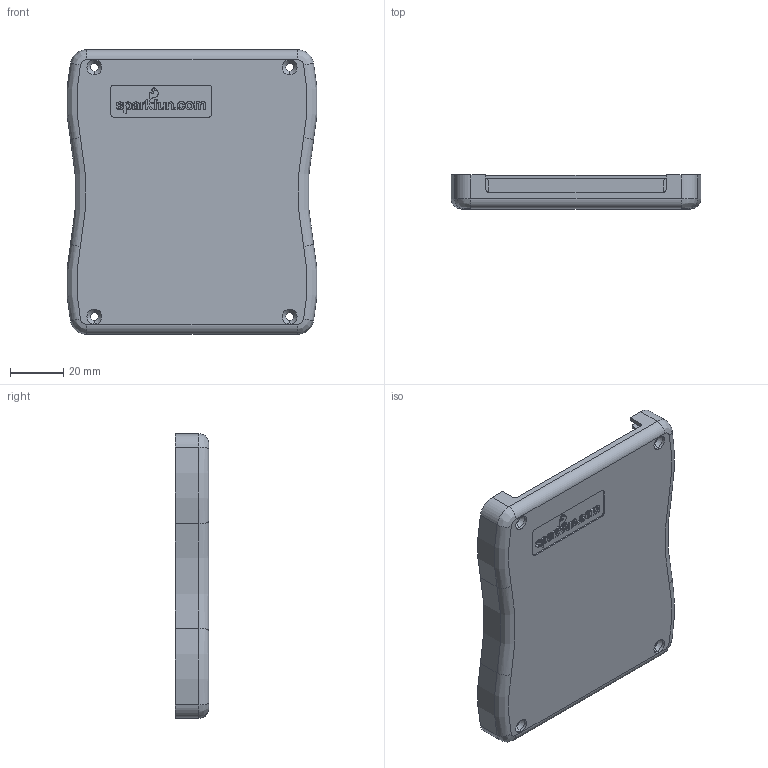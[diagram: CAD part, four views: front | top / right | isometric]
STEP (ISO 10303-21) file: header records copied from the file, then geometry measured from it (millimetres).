
FILE_DESCRIPTION (( 'STEP AP203' ), '1' );
FILE_NAME ('WIG-08632_bottom.STEP', '2014-12-06T21:27:41', ( '' ), ( '' ), 'SwSTEP 2.0', 'SolidWorks 2014', '' );
FILE_SCHEMA (( 'CONFIG_CONTROL_DESIGN' ));
Length unit declared in the file: inch
Products named in the file (1): WIG-08632_bottom
Bounding box: 94.18 x 12.7 x 107.31 mm (x, y, z)
Volume: 28129.1 mm3; surface area: 29941.6 mm2
Topology: 1 solids, 1 shells, 1221 faces, 2829 edges, 1872 vertices
Faces by surface type: cylinder 696, plane 421, bspline 96, cone 8
Entity records: 38148 total; most frequent: CARTESIAN_POINT 9459, DIRECTION 6291, ORIENTED_EDGE 5658, EDGE_CURVE 2829, AXIS2_PLACEMENT_3D 2546, VERTEX_POINT 1872, EDGE_LOOP 1491, CIRCLE 1420
